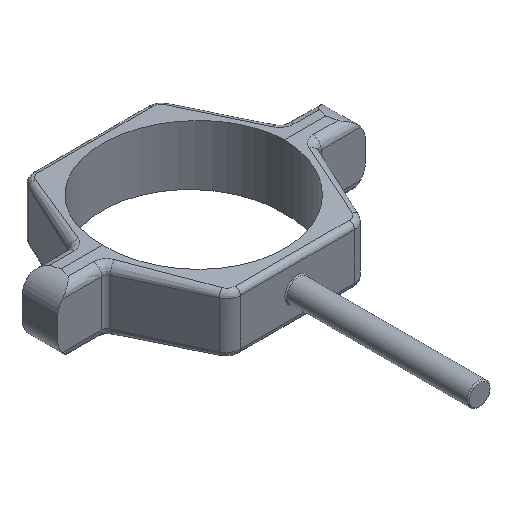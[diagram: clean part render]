
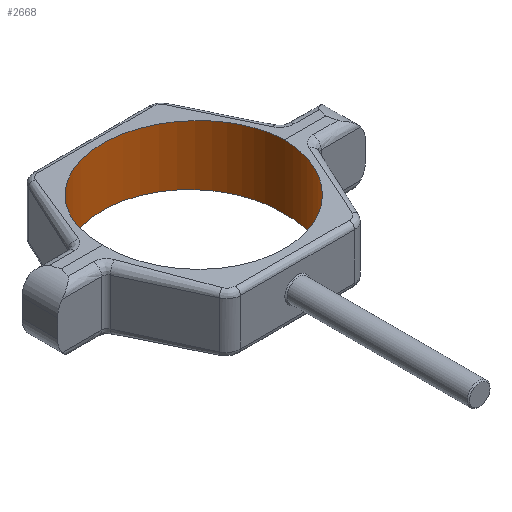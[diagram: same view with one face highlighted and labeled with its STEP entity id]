
A CAD part, isometric view. The second image highlights one B-rep face of the part: STEP entity #2668.
In plain terms, the highlighted cylindrical face has radius 50.736 mm (diameter 101.473 mm), a full revolution.
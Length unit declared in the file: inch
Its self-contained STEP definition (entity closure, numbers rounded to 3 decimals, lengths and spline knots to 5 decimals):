
#3 = ORIENTED_EDGE ( 'NONE', *, *, #1552, .F. ) ;
#10 = CARTESIAN_POINT ( 'NONE',  ( 1.9975, 0., 0.70444 ) ) ;
#20 = CARTESIAN_POINT ( 'NONE',  ( 1.9975, -3.995, 0.56494 ) ) ;
#45 = VERTEX_POINT ( 'NONE', #1222 ) ;
#82 = CARTESIAN_POINT ( 'NONE',  ( 0., 0., 0.625 ) ) ;
#110 = CARTESIAN_POINT ( 'NONE',  ( 1.9975, 3.995, -0.56494 ) ) ;
#152 = AXIS2_PLACEMENT_3D ( 'NONE', #82, #319, #1973 ) ;
#314 = CARTESIAN_POINT ( 'NONE',  ( -1.9975, 3.995, 0.56494 ) ) ;
#319 = DIRECTION ( 'NONE',  ( 0., 0., -1. ) ) ;
#327 = FACE_OUTER_BOUND ( 'NONE', #730, .T. ) ;
#400 = CARTESIAN_POINT ( 'NONE',  ( 1.9975, 0., -0.70444 ) ) ;
#433 = FACE_OUTER_BOUND ( 'NONE', #489, .T. ) ;
#489 = EDGE_LOOP ( 'NONE', ( #3, #1511 ) ) ;
#648 = EDGE_CURVE ( 'NONE', #2420, #2570, #2580, .T. ) ;
#730 = EDGE_LOOP ( 'NONE', ( #1131, #1327 ) ) ;
#773 = CARTESIAN_POINT ( 'NONE',  ( -1.9975, -3.995, 0.56494 ) ) ;
#786 = CARTESIAN_POINT ( 'NONE',  ( 1.9975, 0., 0.70444 ) ) ;
#970 =( BOUNDED_CURVE ( )  B_SPLINE_CURVE ( 3, ( #1959, #314, #2167, #786 ),
 .UNSPECIFIED., .F., .F. ) 
 B_SPLINE_CURVE_WITH_KNOTS ( ( 4, 4 ),
 ( 4.71239, 7.85398 ),
 .UNSPECIFIED. ) 
 CURVE ( )  GEOMETRIC_REPRESENTATION_ITEM ( )  RATIONAL_B_SPLINE_CURVE ( ( 1., 0.333, 0.333, 1. ) ) 
 REPRESENTATION_ITEM ( '' )  );
#1000 = CARTESIAN_POINT ( 'NONE',  ( -1.9975, 0., 0.70444 ) ) ;
#1131 = ORIENTED_EDGE ( 'NONE', *, *, #2317, .F. ) ;
#1222 = CARTESIAN_POINT ( 'NONE',  ( 1.9975, 0., -0.70444 ) ) ;
#1288 =( BOUNDED_CURVE ( )  B_SPLINE_CURVE ( 3, ( #1603, #2445, #1828, #400 ),
 .UNSPECIFIED., .F., .F. ) 
 B_SPLINE_CURVE_WITH_KNOTS ( ( 4, 4 ),
 ( 1.5708, 4.71239 ),
 .UNSPECIFIED. ) 
 CURVE ( )  GEOMETRIC_REPRESENTATION_ITEM ( )  RATIONAL_B_SPLINE_CURVE ( ( 1., 0.333, 0.333, 1. ) ) 
 REPRESENTATION_ITEM ( '' )  );
#1309 = CARTESIAN_POINT ( 'NONE',  ( -1.9975, 0., -0.70444 ) ) ;
#1327 = ORIENTED_EDGE ( 'NONE', *, *, #2239, .T. ) ;
#1511 = ORIENTED_EDGE ( 'NONE', *, *, #648, .T. ) ;
#1552 = EDGE_CURVE ( 'NONE', #2420, #2570, #970, .T. ) ;
#1603 = CARTESIAN_POINT ( 'NONE',  ( -1.9975, 0., -0.70444 ) ) ;
#1774 = CARTESIAN_POINT ( 'NONE',  ( 1.9975, 0., -0.70444 ) ) ;
#1786 = CYLINDRICAL_SURFACE ( 'NONE', #152, 1.9975 ) ;
#1828 = CARTESIAN_POINT ( 'NONE',  ( 1.9975, -3.995, -0.56494 ) ) ;
#1892 = VERTEX_POINT ( 'NONE', #2113 ) ;
#1959 = CARTESIAN_POINT ( 'NONE',  ( -1.9975, 0., 0.70444 ) ) ;
#1973 = DIRECTION ( 'NONE',  ( -1., 0., 0. ) ) ;
#2113 = CARTESIAN_POINT ( 'NONE',  ( -1.9975, 0., -0.70444 ) ) ;
#2167 = CARTESIAN_POINT ( 'NONE',  ( 1.9975, 3.995, 0.56494 ) ) ;
#2239 = EDGE_CURVE ( 'NONE', #1892, #45, #2909, .T. ) ;
#2294 = CARTESIAN_POINT ( 'NONE',  ( -1.9975, 0., 0.70444 ) ) ;
#2317 = EDGE_CURVE ( 'NONE', #1892, #45, #1288, .T. ) ;
#2420 = VERTEX_POINT ( 'NONE', #2294 ) ;
#2445 = CARTESIAN_POINT ( 'NONE',  ( -1.9975, -3.995, -0.56494 ) ) ;
#2565 = CARTESIAN_POINT ( 'NONE',  ( 1.9975, 0., 0.70444 ) ) ;
#2570 = VERTEX_POINT ( 'NONE', #10 ) ;
#2580 =( BOUNDED_CURVE ( )  B_SPLINE_CURVE ( 3, ( #1000, #773, #20, #2565 ),
 .UNSPECIFIED., .F., .F. ) 
 B_SPLINE_CURVE_WITH_KNOTS ( ( 4, 4 ),
 ( 4.71239, 7.85398 ),
 .UNSPECIFIED. ) 
 CURVE ( )  GEOMETRIC_REPRESENTATION_ITEM ( )  RATIONAL_B_SPLINE_CURVE ( ( 1., 0.333, 0.333, 1. ) ) 
 REPRESENTATION_ITEM ( '' )  );
#2608 = CARTESIAN_POINT ( 'NONE',  ( -1.9975, 3.995, -0.56494 ) ) ;
#2668 = ADVANCED_FACE ( 'NONE', ( #327, #433 ), #1786, .F. ) ;
#2909 =( BOUNDED_CURVE ( )  B_SPLINE_CURVE ( 3, ( #1309, #2608, #110, #1774 ),
 .UNSPECIFIED., .F., .F. ) 
 B_SPLINE_CURVE_WITH_KNOTS ( ( 4, 4 ),
 ( 1.5708, 4.71239 ),
 .UNSPECIFIED. ) 
 CURVE ( )  GEOMETRIC_REPRESENTATION_ITEM ( )  RATIONAL_B_SPLINE_CURVE ( ( 1., 0.333, 0.333, 1. ) ) 
 REPRESENTATION_ITEM ( '' )  );
